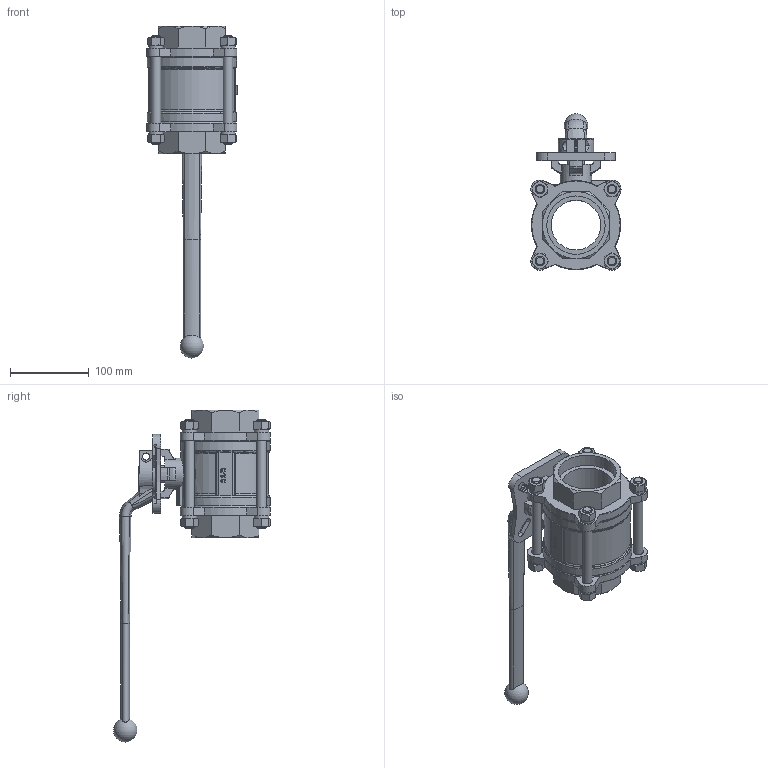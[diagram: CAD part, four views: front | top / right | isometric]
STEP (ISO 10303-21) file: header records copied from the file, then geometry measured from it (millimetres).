
FILE_DESCRIPTION(/* description */ ('STEP AP214'),/* implementation_level */ '2;1');
FILE_NAME(/* name */ '8089063_VZBE-21_2-WA-63-T-2-F0710-M-V15V15',/* time_stamp */ '2024-09-18T01:47:48+02:00',/* author */ ('License CC BY-ND 4.0'),/* organization */ ('CADENAS'),/* preprocessor_version */ 'ST-DEVELOPER v19.3',/* originating_system */ 'PARTsolutions',/* authorisation */ ' ');
FILE_SCHEMA (('AUTOMOTIVE_DESIGN {1 0 10303 214 3 1 1}'));
Length unit declared in the file: millimetre
Products named in the file (3): 8089063 VZBE-21/2-WA-63-T-2-F0710-M-V15V15; 8089046 VZBE-21/2-WA-63-T-2-F0710-V15V15_v; 4895386 VAOH-F7-17-H9-A-22
Assembly tree (2 placements, depth 2):
  8089063 VZBE-21/2-WA-63-T-2-F0710-M-V15V15
    8089046 VZBE-21/2-WA-63-T-2-F0710-V15V15_v
    4895386 VAOH-F7-17-H9-A-22
Bounding box: 114.17 x 199.03 x 421 mm (x, y, z)
Volume: 1156895.1 mm3; surface area: 196252 mm2
Topology: 2 solids, 2 shells, 613 faces, 1572 edges, 999 vertices
Faces by surface type: plane 286, cone 149, cylinder 141, torus 36, sphere 1
Full cylindrical faces by diameter (mm): 9 x2, 11 x1, 12 x13, 13 x8, 18.5 x8, 40 x1, 47 x1, 63 x1, 74 x2, 113 x1
Entity records: 18803 total; most frequent: CARTESIAN_POINT 4408, ORIENTED_EDGE 3014, DIRECTION 2863, EDGE_CURVE 1507, AXIS2_PLACEMENT_3D 1114, VERTEX_POINT 984, EDGE_LOOP 735, FACE_BOUND 735
